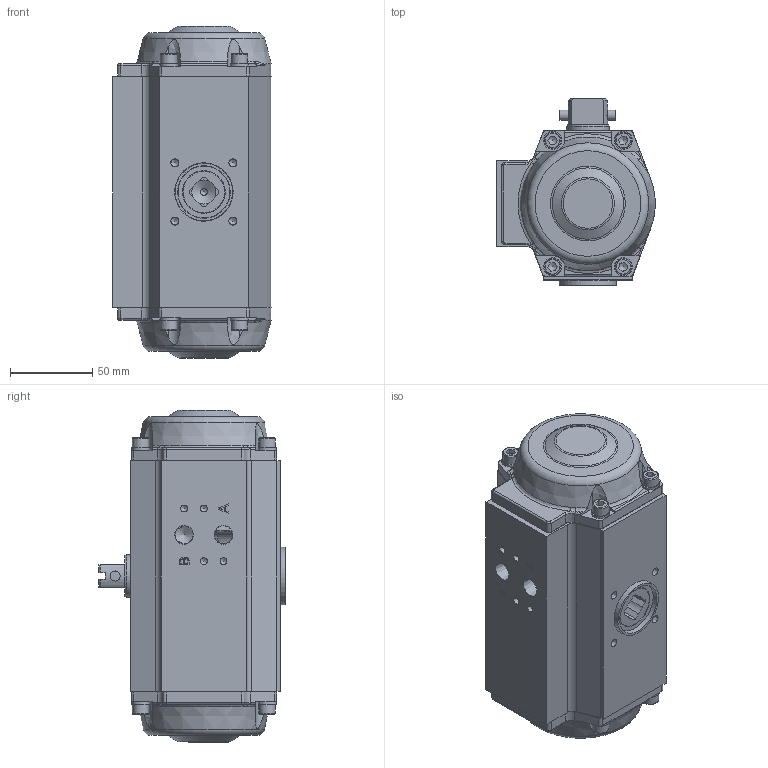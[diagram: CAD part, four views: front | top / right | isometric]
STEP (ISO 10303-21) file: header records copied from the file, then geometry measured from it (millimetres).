
FILE_DESCRIPTION((''),'2;1');
FILE_NAME('RD5012005000000.stp','2011-10-31T11:32:38',('ggavali'),(''),'Autodesk Inventor 2008','Autodesk Inventor 2008','');
FILE_SCHEMA(('AUTOMOTIVE_DESIGN { 1 0 10303 214 1 1 1 1 }'));
Length unit declared in the file: millimetre
Products named in the file (25): RD5012005000000; RG1B0A3AB000G0; PBLAG301205ZR1; PBLAG301205ZR0; MBLAG301205ZR0; 7460045-01; 7460073-01; 63212026; 63212030; 7250178-01; 61111035; 7460077-05; RW1B0A5ABV14G0; 7180001; PBKOD5012000; MBKOD5012000; RK1B0A5A; 625160053; 632111060; 625140221; PBDEK5012000; RD2B0A5A0000R0; 63211080; 61636103; 60599415
Assembly tree (35 placements, depth 5):
  RD5012005000000
    RG1B0A3AB000G0
    PBLAG301205ZR1
      PBLAG301205ZR0
        MBLAG301205ZR0
          7460045-01
          7460073-01
          63212026  x2
          63212030  x2
        7250178-01
        61111035
      7460077-05
    RW1B0A5ABV14G0
    7180001  x2
    PBKOD5012000  x2
      MBKOD5012000
        RK1B0A5A
        625160053
        632111060
      625140221
    PBDEK5012000  x2
      RD2B0A5A0000R0
      63211080
      61636103
      60599415
Bounding box: 96.5 x 113.6 x 202.1 mm (x, y, z)
Volume: 792096.7 mm3; surface area: 265268.7 mm2
Topology: 41 solids, 41 shells, 1864 faces, 4504 edges, 2746 vertices
Faces by surface type: plane 499, cylinder 473, bspline 448, torus 230, cone 190, sphere 24
Full cylindrical faces by diameter (mm): 2.5 x2, 6 x10, 6.1 x2, 6.4 x8, 10 x8, 11 x8, 18.5 x1, 26 x8, 29.4 x4, 31.6 x1, 32 x5, 33 x1, 35 x10, 35.2 x1, 40 x1, 45 x1, 64.6 x4, 66 x2, 69 x4, 71.6 x6, 72 x5
Entity records: 44179 total; most frequent: CARTESIAN_POINT 20205, DIRECTION 4898, ORIENTED_EDGE 4720, EDGE_CURVE 2360, AXIS2_PLACEMENT_3D 2047, VERTEX_POINT 1548, EDGE_LOOP 1312, CIRCLE 1173
